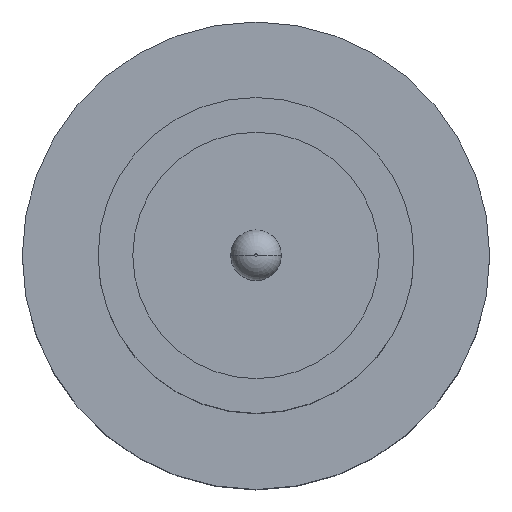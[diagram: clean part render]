
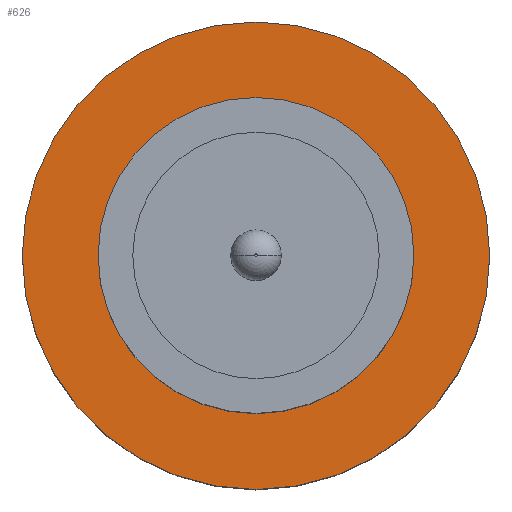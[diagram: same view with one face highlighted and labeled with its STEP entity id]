
A CAD part, top view. The second image highlights one B-rep face of the part: STEP entity #626.
In plain terms, the highlighted planar face has unit normal (0, 0, 1).
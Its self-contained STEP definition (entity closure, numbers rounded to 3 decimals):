
#13 = DIRECTION ( 'NONE',  ( 0., 0., 1. ) ) ;
#55 = CARTESIAN_POINT ( 'NONE',  ( 1.85, 0., 1.55 ) ) ;
#86 = CIRCLE ( 'NONE', #697, 1.25 ) ;
#87 = ORIENTED_EDGE ( 'NONE', *, *, #588, .F. ) ;
#111 = EDGE_CURVE ( 'NONE', #603, #318, #805, .T. ) ;
#114 = CARTESIAN_POINT ( 'NONE',  ( 0., 0., 1.55 ) ) ;
#131 = EDGE_CURVE ( 'NONE', #230, #572, #86, .T. ) ;
#137 = DIRECTION ( 'NONE',  ( 1., 0., 0. ) ) ;
#144 = DIRECTION ( 'NONE',  ( 1., 0., 0. ) ) ;
#149 = CARTESIAN_POINT ( 'NONE',  ( 0., 0., 1.55 ) ) ;
#194 = DIRECTION ( 'NONE',  ( 0., 0., 1. ) ) ;
#199 = DIRECTION ( 'NONE',  ( 0., 0., 1. ) ) ;
#214 = DIRECTION ( 'NONE',  ( 1., 0., 0. ) ) ;
#220 = EDGE_CURVE ( 'NONE', #318, #603, #789, .T. ) ;
#230 = VERTEX_POINT ( 'NONE', #276 ) ;
#232 = FACE_OUTER_BOUND ( 'NONE', #909, .T. ) ;
#273 = FACE_BOUND ( 'NONE', #604, .T. ) ;
#276 = CARTESIAN_POINT ( 'NONE',  ( -1.25, 0., 1.55 ) ) ;
#282 = PLANE ( 'NONE',  #783 ) ;
#318 = VERTEX_POINT ( 'NONE', #494 ) ;
#324 = CARTESIAN_POINT ( 'NONE',  ( 0., 0., 1.55 ) ) ;
#365 = AXIS2_PLACEMENT_3D ( 'NONE', #114, #194, #822 ) ;
#406 = CARTESIAN_POINT ( 'NONE',  ( 0., 0., 1.55 ) ) ;
#461 = CIRCLE ( 'NONE', #365, 1.25 ) ;
#465 = DIRECTION ( 'NONE',  ( 1., 0., 0. ) ) ;
#494 = CARTESIAN_POINT ( 'NONE',  ( -1.85, 0., 1.55 ) ) ;
#514 = ORIENTED_EDGE ( 'NONE', *, *, #111, .T. ) ;
#521 = CARTESIAN_POINT ( 'NONE',  ( 1.25, 0., 1.55 ) ) ;
#552 = AXIS2_PLACEMENT_3D ( 'NONE', #324, #599, #137 ) ;
#572 = VERTEX_POINT ( 'NONE', #521 ) ;
#583 = AXIS2_PLACEMENT_3D ( 'NONE', #149, #13, #214 ) ;
#588 = EDGE_CURVE ( 'NONE', #572, #230, #461, .T. ) ;
#598 = DIRECTION ( 'NONE',  ( 0., 0., 1. ) ) ;
#599 = DIRECTION ( 'NONE',  ( 0., 0., 1. ) ) ;
#603 = VERTEX_POINT ( 'NONE', #55 ) ;
#604 = EDGE_LOOP ( 'NONE', ( #87, #710 ) ) ;
#626 = ADVANCED_FACE ( 'NONE', ( #273, #232 ), #282, .T. ) ;
#697 = AXIS2_PLACEMENT_3D ( 'NONE', #406, #199, #465 ) ;
#710 = ORIENTED_EDGE ( 'NONE', *, *, #131, .F. ) ;
#761 = CARTESIAN_POINT ( 'NONE',  ( 0., 0., 1.55 ) ) ;
#783 = AXIS2_PLACEMENT_3D ( 'NONE', #761, #598, #144 ) ;
#789 = CIRCLE ( 'NONE', #583, 1.85 ) ;
#805 = CIRCLE ( 'NONE', #552, 1.85 ) ;
#822 = DIRECTION ( 'NONE',  ( 1., 0., 0. ) ) ;
#846 = ORIENTED_EDGE ( 'NONE', *, *, #220, .T. ) ;
#909 = EDGE_LOOP ( 'NONE', ( #846, #514 ) ) ;
